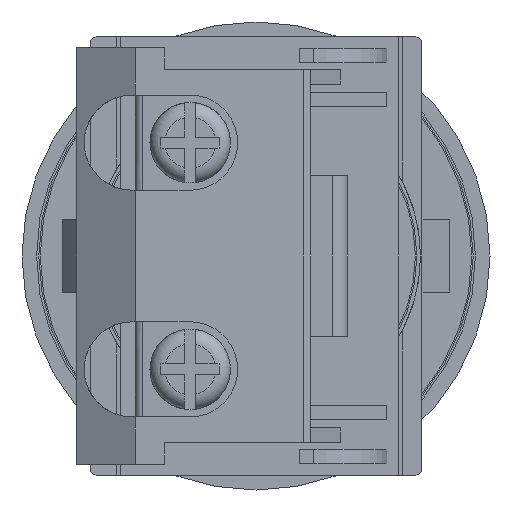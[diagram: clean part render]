
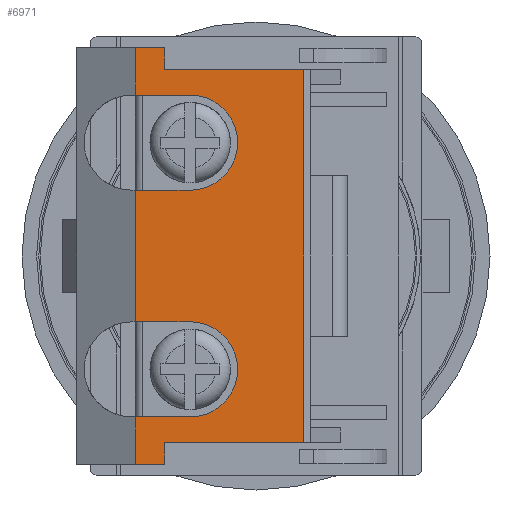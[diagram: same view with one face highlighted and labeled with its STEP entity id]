
A CAD part, front view. The second image highlights one B-rep face of the part: STEP entity #6971.
In plain terms, the highlighted planar face has unit normal (0, -1, 0).
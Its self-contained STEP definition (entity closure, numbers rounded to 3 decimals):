
#79 = LINE ( 'NONE', #6834, #237 ) ;
#94 = FACE_OUTER_BOUND ( 'NONE', #1239, .T. ) ;
#112 = VECTOR ( 'NONE', #2448, 1000. ) ;
#121 = EDGE_CURVE ( 'NONE', #3155, #7061, #5773, .T. ) ;
#147 = CARTESIAN_POINT ( 'NONE',  ( -4.5, -58., 11. ) ) ;
#170 = LINE ( 'NONE', #3736, #1798 ) ;
#182 = CARTESIAN_POINT ( 'NONE',  ( -8.25, -58., 11. ) ) ;
#237 = VECTOR ( 'NONE', #3468, 1000. ) ;
#252 = AXIS2_PLACEMENT_3D ( 'NONE', #1180, #5084, #1728 ) ;
#261 = ORIENTED_EDGE ( 'NONE', *, *, #6062, .T. ) ;
#279 = LINE ( 'NONE', #2851, #6230 ) ;
#284 = DIRECTION ( 'NONE',  ( 0., 0., 1. ) ) ;
#320 = ORIENTED_EDGE ( 'NONE', *, *, #4435, .T. ) ;
#335 = CARTESIAN_POINT ( 'NONE',  ( -4.5, -58., 7.75 ) ) ;
#400 = AXIS2_PLACEMENT_3D ( 'NONE', #5702, #2325, #5216 ) ;
#404 = ORIENTED_EDGE ( 'NONE', *, *, #466, .T. ) ;
#452 = PLANE ( 'NONE',  #5721 ) ;
#466 = EDGE_CURVE ( 'NONE', #6722, #5245, #519, .T. ) ;
#486 = EDGE_CURVE ( 'NONE', #5155, #5549, #6125, .T. ) ;
#519 = LINE ( 'NONE', #3645, #2155 ) ;
#641 = DIRECTION ( 'NONE',  ( 1., 0., 0. ) ) ;
#849 = DIRECTION ( 'NONE',  ( -1., 0., 0. ) ) ;
#884 = CARTESIAN_POINT ( 'NONE',  ( 3.25, -58., 12.75 ) ) ;
#887 = DIRECTION ( 'NONE',  ( 1., 0., 0. ) ) ;
#928 = ORIENTED_EDGE ( 'NONE', *, *, #121, .F. ) ;
#977 = CIRCLE ( 'NONE', #4642, 3.25 ) ;
#997 = CARTESIAN_POINT ( 'NONE',  ( -4.5, -58., 4.5 ) ) ;
#999 = EDGE_CURVE ( 'NONE', #5245, #1182, #170, .T. ) ;
#1120 = ORIENTED_EDGE ( 'NONE', *, *, #4418, .F. ) ;
#1166 = EDGE_CURVE ( 'NONE', #2073, #2629, #6021, .T. ) ;
#1180 = CARTESIAN_POINT ( 'NONE',  ( -4.5, -58., -7.75 ) ) ;
#1182 = VERTEX_POINT ( 'NONE', #1941 ) ;
#1208 = CARTESIAN_POINT ( 'NONE',  ( -6.25, -58., -12.75 ) ) ;
#1221 = ORIENTED_EDGE ( 'NONE', *, *, #6284, .F. ) ;
#1239 = EDGE_LOOP ( 'NONE', ( #4349, #2943, #7133, #404, #4882, #320, #6132, #3847, #928, #6566, #2810, #1221, #7019, #5498, #1120, #5280, #4071, #261 ) ) ;
#1243 = CARTESIAN_POINT ( 'NONE',  ( -6.25, -58., -14.25 ) ) ;
#1302 = VECTOR ( 'NONE', #3290, 1000. ) ;
#1327 = CARTESIAN_POINT ( 'NONE',  ( -4.5, -58., -11. ) ) ;
#1460 = VECTOR ( 'NONE', #6667, 1000. ) ;
#1521 = EDGE_CURVE ( 'NONE', #2361, #6731, #79, .T. ) ;
#1552 = LINE ( 'NONE', #1870, #112 ) ;
#1556 = VERTEX_POINT ( 'NONE', #147 ) ;
#1718 = VERTEX_POINT ( 'NONE', #5896 ) ;
#1728 = DIRECTION ( 'NONE',  ( 1., 0., 0. ) ) ;
#1747 = LINE ( 'NONE', #5098, #4381 ) ;
#1798 = VECTOR ( 'NONE', #2040, 1000. ) ;
#1866 = CARTESIAN_POINT ( 'NONE',  ( -6.25, -58., 12.75 ) ) ;
#1870 = CARTESIAN_POINT ( 'NONE',  ( -8.25, -58., 12.75 ) ) ;
#1941 = CARTESIAN_POINT ( 'NONE',  ( -8.25, -58., -14.25 ) ) ;
#1969 = DIRECTION ( 'NONE',  ( 0., -1., 0. ) ) ;
#2040 = DIRECTION ( 'NONE',  ( 0., 0., -1. ) ) ;
#2073 = VERTEX_POINT ( 'NONE', #1243 ) ;
#2137 = VERTEX_POINT ( 'NONE', #182 ) ;
#2155 = VECTOR ( 'NONE', #4772, 1000. ) ;
#2172 = CARTESIAN_POINT ( 'NONE',  ( -8.25, -58., 12.75 ) ) ;
#2194 = CARTESIAN_POINT ( 'NONE',  ( -1.25, -58., -7.75 ) ) ;
#2221 = CARTESIAN_POINT ( 'NONE',  ( -8.25, -58., 14.25 ) ) ;
#2287 = VECTOR ( 'NONE', #4768, 1000. ) ;
#2303 = VECTOR ( 'NONE', #6640, 1000. ) ;
#2325 = DIRECTION ( 'NONE',  ( 0., 1., 0. ) ) ;
#2361 = VERTEX_POINT ( 'NONE', #4800 ) ;
#2448 = DIRECTION ( 'NONE',  ( 0., 0., -1. ) ) ;
#2529 = EDGE_CURVE ( 'NONE', #2560, #2137, #3787, .T. ) ;
#2560 = VERTEX_POINT ( 'NONE', #2221 ) ;
#2629 = VERTEX_POINT ( 'NONE', #1208 ) ;
#2638 = LINE ( 'NONE', #5898, #3970 ) ;
#2726 = CARTESIAN_POINT ( 'NONE',  ( 3.25, -58., 12.75 ) ) ;
#2810 = ORIENTED_EDGE ( 'NONE', *, *, #1521, .F. ) ;
#2851 = CARTESIAN_POINT ( 'NONE',  ( -8.5, -58., 4.5 ) ) ;
#2943 = ORIENTED_EDGE ( 'NONE', *, *, #4735, .T. ) ;
#3155 = VERTEX_POINT ( 'NONE', #3451 ) ;
#3159 = CIRCLE ( 'NONE', #252, 3.25 ) ;
#3200 = VECTOR ( 'NONE', #284, 1000. ) ;
#3221 = CARTESIAN_POINT ( 'NONE',  ( 3.25, -58., -12.75 ) ) ;
#3290 = DIRECTION ( 'NONE',  ( 0., 0., -1. ) ) ;
#3373 = EDGE_CURVE ( 'NONE', #1556, #2137, #2638, .T. ) ;
#3451 = CARTESIAN_POINT ( 'NONE',  ( 3.25, -58., 12.75 ) ) ;
#3468 = DIRECTION ( 'NONE',  ( 0., 0., -1. ) ) ;
#3572 = VERTEX_POINT ( 'NONE', #6620 ) ;
#3600 = VECTOR ( 'NONE', #3638, 1000. ) ;
#3638 = DIRECTION ( 'NONE',  ( 1., 0., 0. ) ) ;
#3645 = CARTESIAN_POINT ( 'NONE',  ( -8.5, -58., -11. ) ) ;
#3715 = EDGE_CURVE ( 'NONE', #4677, #6722, #5807, .T. ) ;
#3736 = CARTESIAN_POINT ( 'NONE',  ( -8.25, -58., 12.75 ) ) ;
#3777 = DIRECTION ( 'NONE',  ( 1., 0., 0. ) ) ;
#3787 = LINE ( 'NONE', #2172, #2303 ) ;
#3847 = ORIENTED_EDGE ( 'NONE', *, *, #5133, .T. ) ;
#3965 = LINE ( 'NONE', #4213, #2287 ) ;
#3970 = VECTOR ( 'NONE', #849, 1000. ) ;
#4071 = ORIENTED_EDGE ( 'NONE', *, *, #5295, .F. ) ;
#4175 = VERTEX_POINT ( 'NONE', #6792 ) ;
#4213 = CARTESIAN_POINT ( 'NONE',  ( 0., -58., -14.25 ) ) ;
#4232 = DIRECTION ( 'NONE',  ( 0., -1., 0. ) ) ;
#4344 = DIRECTION ( 'NONE',  ( -1., 0., 0. ) ) ;
#4349 = ORIENTED_EDGE ( 'NONE', *, *, #5310, .T. ) ;
#4381 = VECTOR ( 'NONE', #641, 1000. ) ;
#4418 = EDGE_CURVE ( 'NONE', #5549, #1556, #977, .T. ) ;
#4435 = EDGE_CURVE ( 'NONE', #1182, #2073, #3965, .T. ) ;
#4452 = CARTESIAN_POINT ( 'NONE',  ( 3.25, -58., -12.75 ) ) ;
#4454 = EDGE_CURVE ( 'NONE', #6731, #3155, #6582, .T. ) ;
#4528 = AXIS2_PLACEMENT_3D ( 'NONE', #335, #4232, #887 ) ;
#4642 = AXIS2_PLACEMENT_3D ( 'NONE', #5336, #1969, #5907 ) ;
#4643 = VECTOR ( 'NONE', #3777, 1000. ) ;
#4677 = VERTEX_POINT ( 'NONE', #2194 ) ;
#4735 = EDGE_CURVE ( 'NONE', #1718, #4677, #3159, .T. ) ;
#4768 = DIRECTION ( 'NONE',  ( 1., 0., 0. ) ) ;
#4772 = DIRECTION ( 'NONE',  ( -1., 0., 0. ) ) ;
#4800 = CARTESIAN_POINT ( 'NONE',  ( -6.25, -58., 14.25 ) ) ;
#4882 = ORIENTED_EDGE ( 'NONE', *, *, #999, .T. ) ;
#5084 = DIRECTION ( 'NONE',  ( 0., 1., 0. ) ) ;
#5098 = CARTESIAN_POINT ( 'NONE',  ( -8.5, -58., -4.5 ) ) ;
#5133 = EDGE_CURVE ( 'NONE', #2629, #7061, #6153, .T. ) ;
#5155 = VERTEX_POINT ( 'NONE', #997 ) ;
#5216 = DIRECTION ( 'NONE',  ( 1., 0., 0. ) ) ;
#5245 = VERTEX_POINT ( 'NONE', #5606 ) ;
#5280 = ORIENTED_EDGE ( 'NONE', *, *, #486, .F. ) ;
#5295 = EDGE_CURVE ( 'NONE', #4175, #5155, #279, .T. ) ;
#5310 = EDGE_CURVE ( 'NONE', #3572, #1718, #1747, .T. ) ;
#5314 = CARTESIAN_POINT ( 'NONE',  ( -1.25, -58., 7.75 ) ) ;
#5336 = CARTESIAN_POINT ( 'NONE',  ( -4.5, -58., 7.75 ) ) ;
#5487 = CARTESIAN_POINT ( 'NONE',  ( -6.25, -58., -14.25 ) ) ;
#5498 = ORIENTED_EDGE ( 'NONE', *, *, #3373, .F. ) ;
#5549 = VERTEX_POINT ( 'NONE', #5314 ) ;
#5606 = CARTESIAN_POINT ( 'NONE',  ( -8.25, -58., -11. ) ) ;
#5702 = CARTESIAN_POINT ( 'NONE',  ( -4.5, -58., -7.75 ) ) ;
#5721 = AXIS2_PLACEMENT_3D ( 'NONE', #7141, #6025, #4344 ) ;
#5773 = LINE ( 'NONE', #2726, #1302 ) ;
#5807 = CIRCLE ( 'NONE', #400, 3.25 ) ;
#5896 = CARTESIAN_POINT ( 'NONE',  ( -4.5, -58., -4.5 ) ) ;
#5898 = CARTESIAN_POINT ( 'NONE',  ( -8.5, -58., 11. ) ) ;
#5907 = DIRECTION ( 'NONE',  ( 1., 0., 0. ) ) ;
#6021 = LINE ( 'NONE', #5487, #3200 ) ;
#6025 = DIRECTION ( 'NONE',  ( 0., 1., 0. ) ) ;
#6062 = EDGE_CURVE ( 'NONE', #4175, #3572, #1552, .T. ) ;
#6125 = CIRCLE ( 'NONE', #4528, 3.25 ) ;
#6131 = LINE ( 'NONE', #7211, #1460 ) ;
#6132 = ORIENTED_EDGE ( 'NONE', *, *, #1166, .T. ) ;
#6153 = LINE ( 'NONE', #3221, #4643 ) ;
#6230 = VECTOR ( 'NONE', #6779, 1000. ) ;
#6284 = EDGE_CURVE ( 'NONE', #2560, #2361, #6131, .T. ) ;
#6566 = ORIENTED_EDGE ( 'NONE', *, *, #4454, .F. ) ;
#6582 = LINE ( 'NONE', #884, #3600 ) ;
#6620 = CARTESIAN_POINT ( 'NONE',  ( -8.25, -58., -4.5 ) ) ;
#6640 = DIRECTION ( 'NONE',  ( 0., 0., -1. ) ) ;
#6667 = DIRECTION ( 'NONE',  ( 1., 0., 0. ) ) ;
#6722 = VERTEX_POINT ( 'NONE', #1327 ) ;
#6731 = VERTEX_POINT ( 'NONE', #1866 ) ;
#6779 = DIRECTION ( 'NONE',  ( 1., 0., 0. ) ) ;
#6792 = CARTESIAN_POINT ( 'NONE',  ( -8.25, -58., 4.5 ) ) ;
#6834 = CARTESIAN_POINT ( 'NONE',  ( -6.25, -58., 14.25 ) ) ;
#6971 = ADVANCED_FACE ( 'NONE', ( #94 ), #452, .F. ) ;
#7019 = ORIENTED_EDGE ( 'NONE', *, *, #2529, .T. ) ;
#7061 = VERTEX_POINT ( 'NONE', #4452 ) ;
#7133 = ORIENTED_EDGE ( 'NONE', *, *, #3715, .T. ) ;
#7141 = CARTESIAN_POINT ( 'NONE',  ( 3.25, -58., 12.75 ) ) ;
#7211 = CARTESIAN_POINT ( 'NONE',  ( 0., -58., 14.25 ) ) ;
